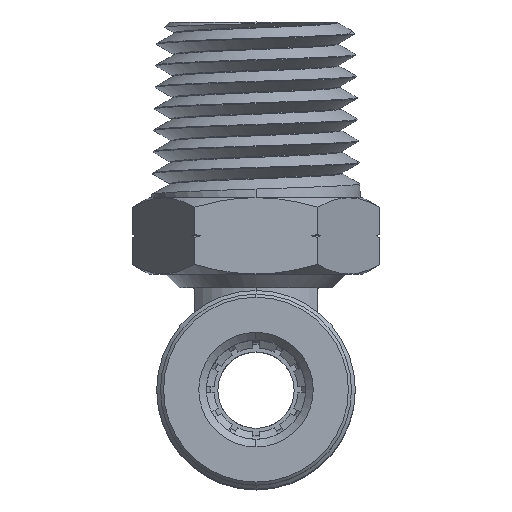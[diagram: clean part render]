
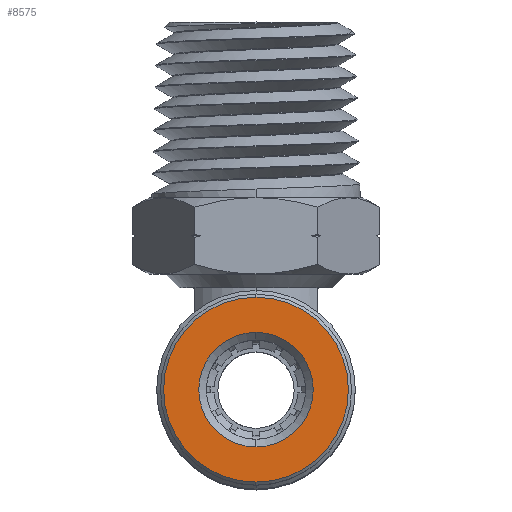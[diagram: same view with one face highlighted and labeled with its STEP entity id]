
A CAD part, top view. The second image highlights one B-rep face of the part: STEP entity #8575.
In plain terms, the highlighted planar face has unit normal (0, 0, 1).
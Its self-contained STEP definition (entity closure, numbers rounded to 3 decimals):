
#749 = CARTESIAN_POINT ( 'NONE',  ( 0., 0., 15.706 ) ) ;
#2975 = DIRECTION ( 'NONE',  ( 0., 0., 1. ) ) ;
#3237 = ORIENTED_EDGE ( 'NONE', *, *, #7504, .T. ) ;
#3677 = CARTESIAN_POINT ( 'NONE',  ( 0., 3.75, 15.706 ) ) ;
#4055 = DIRECTION ( 'NONE',  ( 0., -1., 0. ) ) ;
#4164 = AXIS2_PLACEMENT_3D ( 'NONE', #37337, #17843, #40614 ) ;
#4316 = EDGE_CURVE ( 'NONE', #38994, #5999, #27879, .T. ) ;
#5999 = VERTEX_POINT ( 'NONE', #11556 ) ;
#6230 = FACE_OUTER_BOUND ( 'NONE', #13090, .T. ) ;
#7504 = EDGE_CURVE ( 'NONE', #36030, #37051, #42087, .T. ) ;
#7694 = EDGE_CURVE ( 'NONE', #37051, #36030, #19148, .T. ) ;
#8575 = ADVANCED_FACE ( 'NONE', ( #31230, #6230 ), #18175, .T. ) ;
#8924 = ORIENTED_EDGE ( 'NONE', *, *, #30329, .T. ) ;
#10882 = CARTESIAN_POINT ( 'NONE',  ( 0., -6.05, 15.706 ) ) ;
#11556 = CARTESIAN_POINT ( 'NONE',  ( 0., 6.05, 15.706 ) ) ;
#11775 = DIRECTION ( 'NONE',  ( 0., 0., 1. ) ) ;
#12570 = AXIS2_PLACEMENT_3D ( 'NONE', #749, #23647, #4055 ) ;
#13090 = EDGE_LOOP ( 'NONE', ( #8924, #41659 ) ) ;
#15597 = DIRECTION ( 'NONE',  ( 0., 0., -1. ) ) ;
#17843 = DIRECTION ( 'NONE',  ( 0., 0., 1. ) ) ;
#18175 = PLANE ( 'NONE',  #22359 ) ;
#19148 = CIRCLE ( 'NONE', #19875, 3.75 ) ;
#19875 = AXIS2_PLACEMENT_3D ( 'NONE', #35089, #15597, #38373 ) ;
#22092 = EDGE_LOOP ( 'NONE', ( #3237, #26791 ) ) ;
#22359 = AXIS2_PLACEMENT_3D ( 'NONE', #31266, #11775, #34521 ) ;
#22568 = CARTESIAN_POINT ( 'NONE',  ( 0., 0., 15.706 ) ) ;
#23647 = DIRECTION ( 'NONE',  ( 0., 0., -1. ) ) ;
#25865 = DIRECTION ( 'NONE',  ( 0., 1., 0. ) ) ;
#26662 = CIRCLE ( 'NONE', #31155, 6.05 ) ;
#26791 = ORIENTED_EDGE ( 'NONE', *, *, #7694, .T. ) ;
#27879 = CIRCLE ( 'NONE', #4164, 6.05 ) ;
#29479 = CARTESIAN_POINT ( 'NONE',  ( 0., -3.75, 15.706 ) ) ;
#30329 = EDGE_CURVE ( 'NONE', #5999, #38994, #26662, .T. ) ;
#31155 = AXIS2_PLACEMENT_3D ( 'NONE', #22568, #2975, #25865 ) ;
#31230 = FACE_BOUND ( 'NONE', #22092, .T. ) ;
#31266 = CARTESIAN_POINT ( 'NONE',  ( 0., 0., 15.706 ) ) ;
#34521 = DIRECTION ( 'NONE',  ( 0., -1., 0. ) ) ;
#35089 = CARTESIAN_POINT ( 'NONE',  ( 0., 0., 15.706 ) ) ;
#36030 = VERTEX_POINT ( 'NONE', #29479 ) ;
#37051 = VERTEX_POINT ( 'NONE', #3677 ) ;
#37337 = CARTESIAN_POINT ( 'NONE',  ( 0., 0., 15.706 ) ) ;
#38373 = DIRECTION ( 'NONE',  ( 0., -1., 0. ) ) ;
#38994 = VERTEX_POINT ( 'NONE', #10882 ) ;
#40614 = DIRECTION ( 'NONE',  ( 0., 1., 0. ) ) ;
#41659 = ORIENTED_EDGE ( 'NONE', *, *, #4316, .T. ) ;
#42087 = CIRCLE ( 'NONE', #12570, 3.75 ) ;
